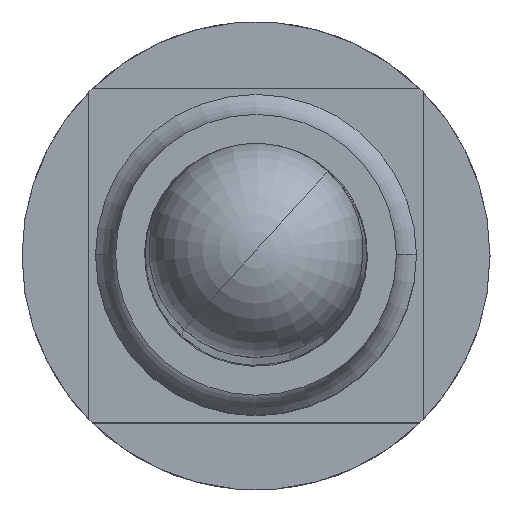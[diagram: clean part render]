
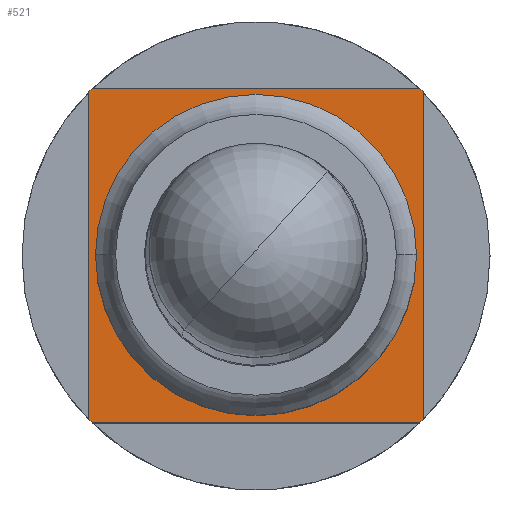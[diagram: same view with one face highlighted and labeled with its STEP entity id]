
A CAD part, top view. The second image highlights one B-rep face of the part: STEP entity #521.
In plain terms, the highlighted planar face has unit normal (0, 0, 1).
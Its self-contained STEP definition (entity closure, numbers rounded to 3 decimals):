
#279 = CARTESIAN_POINT ( 'NONE',  ( 0.5, -0.49, -1. ) ) ;
#521 = ADVANCED_FACE ( 'NONE', ( #10186, #3114 ), #2114, .F. ) ;
#1010 = EDGE_CURVE ( 'NONE', #6586, #7551, #10768, .T. ) ;
#1135 = DIRECTION ( 'NONE',  ( -1., 0., 0. ) ) ;
#1139 = CARTESIAN_POINT ( 'NONE',  ( -0.5, -0.49, -1. ) ) ;
#1403 = DIRECTION ( 'NONE',  ( 0., 1., 0. ) ) ;
#1577 = CIRCLE ( 'NONE', #9919, 0.7 ) ;
#1787 = VERTEX_POINT ( 'NONE', #10857 ) ;
#1947 = DIRECTION ( 'NONE',  ( 0., 0., 1. ) ) ;
#1986 = DIRECTION ( 'NONE',  ( -1., 0., 0. ) ) ;
#2114 = PLANE ( 'NONE',  #9084 ) ;
#2116 = VECTOR ( 'NONE', #3970, 1000. ) ;
#2545 = AXIS2_PLACEMENT_3D ( 'NONE', #12286, #11359, #1986 ) ;
#2577 = ORIENTED_EDGE ( 'NONE', *, *, #3270, .T. ) ;
#2811 = CARTESIAN_POINT ( 'NONE',  ( 0.5, -0.5, -1. ) ) ;
#2970 = DIRECTION ( 'NONE',  ( 0., 0., 1. ) ) ;
#3114 = FACE_OUTER_BOUND ( 'NONE', #6257, .T. ) ;
#3270 = EDGE_CURVE ( 'NONE', #5918, #8115, #8809, .T. ) ;
#3283 = AXIS2_PLACEMENT_3D ( 'NONE', #12320, #1947, #13777 ) ;
#3307 = EDGE_CURVE ( 'NONE', #6192, #12954, #9809, .T. ) ;
#3409 = ORIENTED_EDGE ( 'NONE', *, *, #1010, .T. ) ;
#3970 = DIRECTION ( 'NONE',  ( -1., 0., 0. ) ) ;
#4266 = AXIS2_PLACEMENT_3D ( 'NONE', #14749, #5244, #13614 ) ;
#5039 = EDGE_CURVE ( 'NONE', #7929, #12237, #12125, .T. ) ;
#5244 = DIRECTION ( 'NONE',  ( 0., 0., 1. ) ) ;
#5519 = EDGE_CURVE ( 'NONE', #7551, #6192, #1577, .T. ) ;
#5533 = CARTESIAN_POINT ( 'NONE',  ( 0.48, 0., -1. ) ) ;
#5664 = DIRECTION ( 'NONE',  ( -1., 0., 0. ) ) ;
#5689 = VECTOR ( 'NONE', #11183, 1000. ) ;
#5740 = DIRECTION ( 'NONE',  ( 0., 0., 1. ) ) ;
#5769 = ORIENTED_EDGE ( 'NONE', *, *, #12499, .T. ) ;
#5813 = EDGE_CURVE ( 'NONE', #1787, #14482, #14405, .T. ) ;
#5918 = VERTEX_POINT ( 'NONE', #9966 ) ;
#6192 = VERTEX_POINT ( 'NONE', #7306 ) ;
#6256 = CARTESIAN_POINT ( 'NONE',  ( -0.49, 0.5, -1. ) ) ;
#6257 = EDGE_LOOP ( 'NONE', ( #2577, #14510, #10799, #5769, #3409, #11883, #10582, #11462 ) ) ;
#6586 = VERTEX_POINT ( 'NONE', #279 ) ;
#6718 = CIRCLE ( 'NONE', #4266, 0.48 ) ;
#6726 = DIRECTION ( 'NONE',  ( 0., 0., -1. ) ) ;
#6970 = CARTESIAN_POINT ( 'NONE',  ( 0., 0., -1. ) ) ;
#7127 = DIRECTION ( 'NONE',  ( 0., 0., 1. ) ) ;
#7306 = CARTESIAN_POINT ( 'NONE',  ( 0.49, 0.5, -1. ) ) ;
#7474 = CARTESIAN_POINT ( 'NONE',  ( 0.5, -0.5, -1. ) ) ;
#7551 = VERTEX_POINT ( 'NONE', #10797 ) ;
#7746 = DIRECTION ( 'NONE',  ( 1., 0., 0. ) ) ;
#7929 = VERTEX_POINT ( 'NONE', #8910 ) ;
#8115 = VERTEX_POINT ( 'NONE', #1139 ) ;
#8414 = AXIS2_PLACEMENT_3D ( 'NONE', #14564, #2970, #10051 ) ;
#8809 = LINE ( 'NONE', #13563, #5689 ) ;
#8886 = DIRECTION ( 'NONE',  ( 0., -1., 0. ) ) ;
#8910 = CARTESIAN_POINT ( 'NONE',  ( -0.48, 0., -1. ) ) ;
#9084 = AXIS2_PLACEMENT_3D ( 'NONE', #13644, #6726, #8886 ) ;
#9577 = VECTOR ( 'NONE', #1403, 1000. ) ;
#9809 = LINE ( 'NONE', #14473, #2116 ) ;
#9919 = AXIS2_PLACEMENT_3D ( 'NONE', #6970, #7127, #1135 ) ;
#9966 = CARTESIAN_POINT ( 'NONE',  ( -0.5, 0.49, -1. ) ) ;
#10051 = DIRECTION ( 'NONE',  ( -1., 0., 0. ) ) ;
#10085 = ORIENTED_EDGE ( 'NONE', *, *, #10877, .F. ) ;
#10186 = FACE_BOUND ( 'NONE', #14529, .T. ) ;
#10456 = ORIENTED_EDGE ( 'NONE', *, *, #5039, .F. ) ;
#10565 = VECTOR ( 'NONE', #7746, 1000. ) ;
#10582 = ORIENTED_EDGE ( 'NONE', *, *, #3307, .T. ) ;
#10768 = LINE ( 'NONE', #7474, #9577 ) ;
#10797 = CARTESIAN_POINT ( 'NONE',  ( 0.5, 0.49, -1. ) ) ;
#10799 = ORIENTED_EDGE ( 'NONE', *, *, #5813, .T. ) ;
#10857 = CARTESIAN_POINT ( 'NONE',  ( -0.49, -0.5, -1. ) ) ;
#10877 = EDGE_CURVE ( 'NONE', #12237, #7929, #6718, .T. ) ;
#11139 = CARTESIAN_POINT ( 'NONE',  ( 0.49, -0.5, -1. ) ) ;
#11183 = DIRECTION ( 'NONE',  ( 0., -1., 0. ) ) ;
#11359 = DIRECTION ( 'NONE',  ( 0., 0., 1. ) ) ;
#11366 = AXIS2_PLACEMENT_3D ( 'NONE', #13954, #5740, #5664 ) ;
#11462 = ORIENTED_EDGE ( 'NONE', *, *, #12433, .T. ) ;
#11611 = CIRCLE ( 'NONE', #11366, 0.7 ) ;
#11883 = ORIENTED_EDGE ( 'NONE', *, *, #5519, .T. ) ;
#12125 = CIRCLE ( 'NONE', #2545, 0.48 ) ;
#12237 = VERTEX_POINT ( 'NONE', #5533 ) ;
#12286 = CARTESIAN_POINT ( 'NONE',  ( 0., 0., -1. ) ) ;
#12320 = CARTESIAN_POINT ( 'NONE',  ( 0., 0., -1. ) ) ;
#12433 = EDGE_CURVE ( 'NONE', #12954, #5918, #14997, .T. ) ;
#12499 = EDGE_CURVE ( 'NONE', #14482, #6586, #11611, .T. ) ;
#12954 = VERTEX_POINT ( 'NONE', #6256 ) ;
#13563 = CARTESIAN_POINT ( 'NONE',  ( -0.5, -0.5, -1. ) ) ;
#13614 = DIRECTION ( 'NONE',  ( -1., 0., 0. ) ) ;
#13644 = CARTESIAN_POINT ( 'NONE',  ( 0., -0.48, -1. ) ) ;
#13777 = DIRECTION ( 'NONE',  ( -1., 0., 0. ) ) ;
#13911 = EDGE_CURVE ( 'NONE', #8115, #1787, #14546, .T. ) ;
#13954 = CARTESIAN_POINT ( 'NONE',  ( 0., 0., -1. ) ) ;
#14405 = LINE ( 'NONE', #2811, #10565 ) ;
#14473 = CARTESIAN_POINT ( 'NONE',  ( 0.5, 0.5, -1. ) ) ;
#14482 = VERTEX_POINT ( 'NONE', #11139 ) ;
#14510 = ORIENTED_EDGE ( 'NONE', *, *, #13911, .T. ) ;
#14529 = EDGE_LOOP ( 'NONE', ( #10456, #10085 ) ) ;
#14546 = CIRCLE ( 'NONE', #3283, 0.7 ) ;
#14564 = CARTESIAN_POINT ( 'NONE',  ( 0., 0., -1. ) ) ;
#14749 = CARTESIAN_POINT ( 'NONE',  ( 0., 0., -1. ) ) ;
#14997 = CIRCLE ( 'NONE', #8414, 0.7 ) ;
